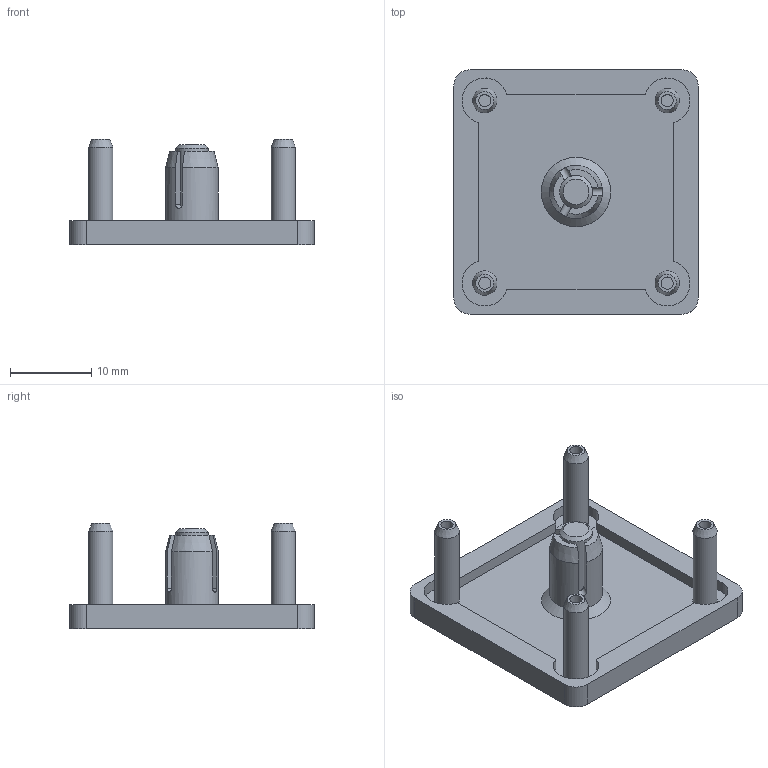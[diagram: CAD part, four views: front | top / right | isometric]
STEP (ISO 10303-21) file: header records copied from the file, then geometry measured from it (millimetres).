
FILE_DESCRIPTION( ( 'STEP AP214' ), ' ' );
FILE_NAME( 'HFCB6-3030-B.stp', '2017-11-29T04:42:56', ( '' ), ( '' ), ' ', 'PARTsolutions', ' ' );
FILE_SCHEMA( ( 'AUTOMOTIVE_DESIGN { 1 0 10303 214 1 1 1 1 }' ) );
Length unit declared in the file: millimetre
Products named in the file (3): HFCB6-3030-B; _HFCB6-3030-B_c; _HFBMB4-12
Assembly tree (2 placements, depth 2):
  HFCB6-3030-B
    _HFCB6-3030-B_c
    _HFBMB4-12
Bounding box: 30 x 30 x 13 mm (x, y, z)
Volume: 2331 mm3; surface area: 3482.1 mm2
Topology: 2 solids, 2 shells, 77 faces, 176 edges, 112 vertices
Faces by surface type: plane 42, cylinder 23, cone 12
Full cylindrical faces by diameter (mm): 1.5 x4, 3 x4, 4 x2, 6.5 x1, 8 x1
Entity records: 2759 total; most frequent: CARTESIAN_POINT 417, DIRECTION 360, ORIENTED_EDGE 304, EDGE_CURVE 152, AXIS2_PLACEMENT_3D 140, VERTEX_POINT 110, EDGE_LOOP 109, FACE_OUTER_BOUND 89
